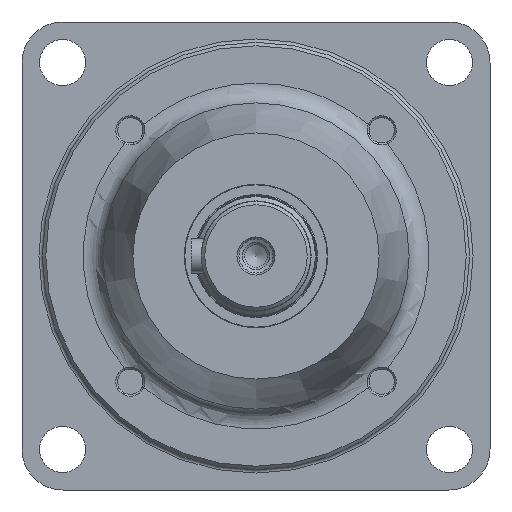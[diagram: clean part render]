
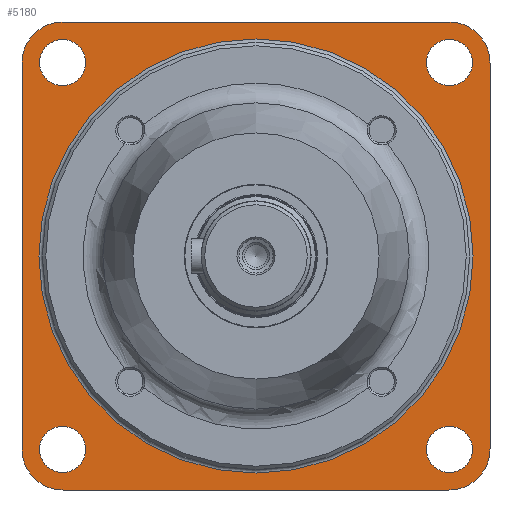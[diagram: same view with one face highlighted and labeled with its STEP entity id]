
A CAD part, left-side view. The second image highlights one B-rep face of the part: STEP entity #5180.
In plain terms, the highlighted planar face has unit normal (-1, 0, 0).
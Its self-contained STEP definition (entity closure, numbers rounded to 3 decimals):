
#288=PLANE('',#5972);
#356=FACE_BOUND('',#1019,.T.);
#357=FACE_BOUND('',#1020,.T.);
#358=FACE_BOUND('',#1021,.T.);
#359=FACE_BOUND('',#1022,.T.);
#360=FACE_BOUND('',#1023,.T.);
#665=FACE_OUTER_BOUND('',#1018,.T.);
#1018=EDGE_LOOP('',(#4626,#4627,#4628,#4629,#4630,#4631,#4632,#4633));
#1019=EDGE_LOOP('',(#4634));
#1020=EDGE_LOOP('',(#4635));
#1021=EDGE_LOOP('',(#4636));
#1022=EDGE_LOOP('',(#4637));
#1023=EDGE_LOOP('',(#4638));
#1385=LINE('',#9506,#1737);
#1389=LINE('',#9518,#1741);
#1393=LINE('',#9530,#1745);
#1401=LINE('',#9565,#1753);
#1737=VECTOR('',#7417,1000.);
#1741=VECTOR('',#7429,1000.);
#1745=VECTOR('',#7441,1000.);
#1753=VECTOR('',#7481,1000.);
#2021=CIRCLE('',#5943,12.);
#2023=CIRCLE('',#5947,12.);
#2025=CIRCLE('',#5951,12.);
#2027=CIRCLE('',#5955,12.);
#2030=CIRCLE('',#5959,6.75);
#2032=CIRCLE('',#5962,6.75);
#2034=CIRCLE('',#5965,6.75);
#2036=CIRCLE('',#5968,6.75);
#2038=CIRCLE('',#5973,63.5);
#2509=VERTEX_POINT('',#9496);
#2510=VERTEX_POINT('',#9497);
#2513=VERTEX_POINT('',#9505);
#2515=VERTEX_POINT('',#9511);
#2517=VERTEX_POINT('',#9517);
#2519=VERTEX_POINT('',#9523);
#2521=VERTEX_POINT('',#9529);
#2523=VERTEX_POINT('',#9535);
#2526=VERTEX_POINT('',#9543);
#2528=VERTEX_POINT('',#9549);
#2530=VERTEX_POINT('',#9555);
#2532=VERTEX_POINT('',#9561);
#2534=VERTEX_POINT('',#9571);
#3205=EDGE_CURVE('',#2509,#2510,#2021,.T.);
#3209=EDGE_CURVE('',#2510,#2513,#1385,.T.);
#3212=EDGE_CURVE('',#2513,#2515,#2023,.T.);
#3215=EDGE_CURVE('',#2515,#2517,#1389,.T.);
#3218=EDGE_CURVE('',#2517,#2519,#2025,.T.);
#3221=EDGE_CURVE('',#2519,#2521,#1393,.T.);
#3224=EDGE_CURVE('',#2521,#2523,#2027,.T.);
#3229=EDGE_CURVE('',#2526,#2526,#2030,.T.);
#3232=EDGE_CURVE('',#2528,#2528,#2032,.T.);
#3235=EDGE_CURVE('',#2530,#2530,#2034,.T.);
#3238=EDGE_CURVE('',#2532,#2532,#2036,.T.);
#3239=EDGE_CURVE('',#2523,#2509,#1401,.T.);
#3242=EDGE_CURVE('',#2534,#2534,#2038,.F.);
#4626=ORIENTED_EDGE('',*,*,#3205,.F.);
#4627=ORIENTED_EDGE('',*,*,#3239,.F.);
#4628=ORIENTED_EDGE('',*,*,#3224,.F.);
#4629=ORIENTED_EDGE('',*,*,#3221,.F.);
#4630=ORIENTED_EDGE('',*,*,#3218,.F.);
#4631=ORIENTED_EDGE('',*,*,#3215,.F.);
#4632=ORIENTED_EDGE('',*,*,#3212,.F.);
#4633=ORIENTED_EDGE('',*,*,#3209,.F.);
#4634=ORIENTED_EDGE('',*,*,#3242,.F.);
#4635=ORIENTED_EDGE('',*,*,#3238,.T.);
#4636=ORIENTED_EDGE('',*,*,#3235,.T.);
#4637=ORIENTED_EDGE('',*,*,#3232,.T.);
#4638=ORIENTED_EDGE('',*,*,#3229,.T.);
#5180=ADVANCED_FACE('',(#665,#356,#357,#358,#359,#360),#288,.F.);
#5943=AXIS2_PLACEMENT_3D('',#9498,#7409,#7410);
#5947=AXIS2_PLACEMENT_3D('',#9512,#7422,#7423);
#5951=AXIS2_PLACEMENT_3D('',#9524,#7434,#7435);
#5955=AXIS2_PLACEMENT_3D('',#9536,#7446,#7447);
#5959=AXIS2_PLACEMENT_3D('',#9545,#7456,#7457);
#5962=AXIS2_PLACEMENT_3D('',#9551,#7463,#7464);
#5965=AXIS2_PLACEMENT_3D('',#9557,#7470,#7471);
#5968=AXIS2_PLACEMENT_3D('',#9563,#7477,#7478);
#5972=AXIS2_PLACEMENT_3D('',#9570,#7487,#7488);
#5973=AXIS2_PLACEMENT_3D('',#9572,#7489,#7490);
#7409=DIRECTION('center_axis',(1.,0.,0.));
#7410=DIRECTION('ref_axis',(0.,0.,-1.));
#7417=DIRECTION('',(0.,-1.,0.));
#7422=DIRECTION('center_axis',(1.,0.,0.));
#7423=DIRECTION('ref_axis',(0.,0.,-1.));
#7429=DIRECTION('',(0.,0.,-1.));
#7434=DIRECTION('center_axis',(1.,0.,0.));
#7435=DIRECTION('ref_axis',(0.,0.,-1.));
#7441=DIRECTION('',(0.,1.,0.));
#7446=DIRECTION('center_axis',(1.,0.,0.));
#7447=DIRECTION('ref_axis',(0.,0.,-1.));
#7456=DIRECTION('center_axis',(1.,0.,0.));
#7457=DIRECTION('ref_axis',(0.,0.,-1.));
#7463=DIRECTION('center_axis',(1.,0.,0.));
#7464=DIRECTION('ref_axis',(0.,0.,-1.));
#7470=DIRECTION('center_axis',(1.,0.,0.));
#7471=DIRECTION('ref_axis',(0.,0.,-1.));
#7477=DIRECTION('center_axis',(1.,0.,0.));
#7478=DIRECTION('ref_axis',(0.,0.,-1.));
#7481=DIRECTION('',(0.,0.,1.));
#7487=DIRECTION('center_axis',(1.,0.,0.));
#7488=DIRECTION('ref_axis',(0.,0.,-1.));
#7489=DIRECTION('center_axis',(1.,0.,0.));
#7490=DIRECTION('ref_axis',(0.,0.,-1.));
#9496=CARTESIAN_POINT('',(0.,68.45,56.45));
#9497=CARTESIAN_POINT('',(0.,56.45,68.45));
#9498=CARTESIAN_POINT('Origin',(0.,56.45,56.45));
#9505=CARTESIAN_POINT('',(0.,-56.45,68.45));
#9506=CARTESIAN_POINT('',(0.,56.45,68.45));
#9511=CARTESIAN_POINT('',(0.,-68.45,56.45));
#9512=CARTESIAN_POINT('Origin',(0.,-56.45,56.45));
#9517=CARTESIAN_POINT('',(0.,-68.45,-56.45));
#9518=CARTESIAN_POINT('',(0.,-68.45,56.45));
#9523=CARTESIAN_POINT('',(0.,-56.45,-68.45));
#9524=CARTESIAN_POINT('Origin',(0.,-56.45,-56.45));
#9529=CARTESIAN_POINT('',(0.,56.45,-68.45));
#9530=CARTESIAN_POINT('',(0.,-56.45,-68.45));
#9535=CARTESIAN_POINT('',(0.,68.45,-56.45));
#9536=CARTESIAN_POINT('Origin',(0.,56.45,-56.45));
#9543=CARTESIAN_POINT('',(0.,56.569,-63.319));
#9545=CARTESIAN_POINT('Origin',(0.,56.569,-56.569));
#9549=CARTESIAN_POINT('',(0.,-56.569,-63.319));
#9551=CARTESIAN_POINT('Origin',(0.,-56.569,-56.569));
#9555=CARTESIAN_POINT('',(0.,56.569,49.819));
#9557=CARTESIAN_POINT('Origin',(0.,56.569,56.569));
#9561=CARTESIAN_POINT('',(0.,-56.569,49.819));
#9563=CARTESIAN_POINT('Origin',(0.,-56.569,56.569));
#9565=CARTESIAN_POINT('',(0.,68.45,-56.45));
#9570=CARTESIAN_POINT('Origin',(0.,56.45,56.45));
#9571=CARTESIAN_POINT('',(0.,0.,63.5));
#9572=CARTESIAN_POINT('Origin',(0.,0.,0.));
